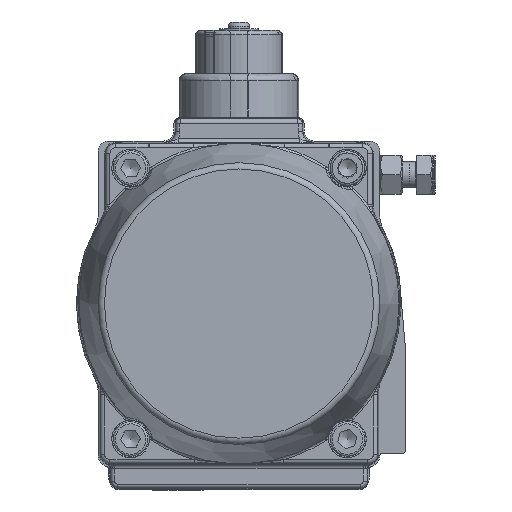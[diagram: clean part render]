
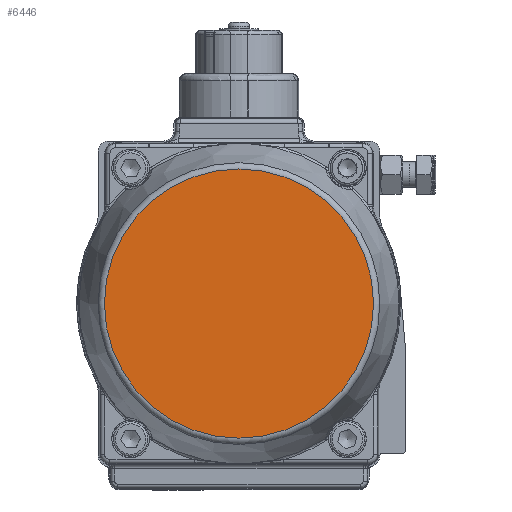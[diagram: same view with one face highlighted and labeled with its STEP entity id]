
A CAD part, front view. The second image highlights one B-rep face of the part: STEP entity #6446.
In plain terms, the highlighted face is planar.
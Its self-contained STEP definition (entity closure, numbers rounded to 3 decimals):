
#1366=FACE_OUTER_BOUND('',#10089,.T.);
#2424=PLANE('',#26879);
#6446=ADVANCED_FACE('',(#1366),#2424,.T.);
#10089=EDGE_LOOP('',(#13587));
#13587=ORIENTED_EDGE('',*,*,#22226,.T.);
#19513=VERTEX_POINT('',#43126);
#22226=EDGE_CURVE('',#19513,#19513,#25084,.T.);
#25084=CIRCLE('',#26878,62.088);
#26878=AXIS2_PLACEMENT_3D('',#43125,#31021,#31022);
#26879=AXIS2_PLACEMENT_3D('',#43127,#31023,#31024);
#31021=DIRECTION('',(0.,0.,1.));
#31022=DIRECTION('',(1.,0.,0.));
#31023=DIRECTION('',(0.,0.,1.));
#31024=DIRECTION('',(1.,0.,0.));
#43125=CARTESIAN_POINT('',(0.,0.,56.));
#43126=CARTESIAN_POINT('',(62.088,0.,56.));
#43127=CARTESIAN_POINT('',(0.,0.,56.));
